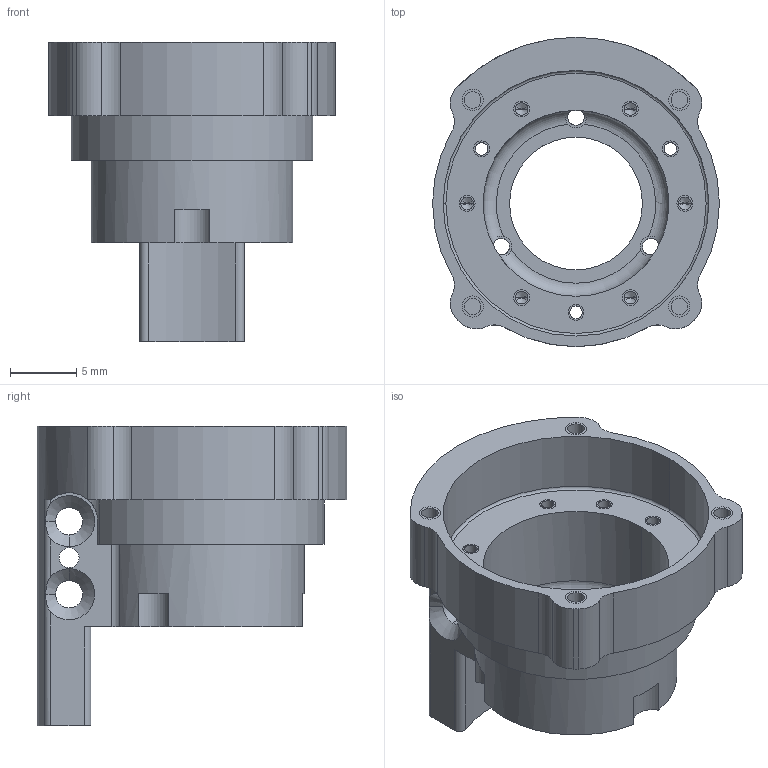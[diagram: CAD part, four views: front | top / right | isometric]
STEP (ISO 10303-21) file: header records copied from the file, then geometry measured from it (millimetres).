
FILE_DESCRIPTION((''),'2;1');
FILE_NAME('ICUB3_020_P_100','2021-09-07T17:14:35',('silo-mech'),(''),'CREO PARAMETRIC BY PTC INC, 2020454','CREO PARAMETRIC BY PTC INC, 2020454','');
FILE_SCHEMA(('CONFIG_CONTROL_DESIGN'));
Length unit declared in the file: millimetre
Products named in the file (1): ICUB3_020_P_100
Bounding box: 21.6 x 23.3 x 22.55 mm (x, y, z)
Volume: 1752.4 mm3; surface area: 3183.1 mm2
Topology: 1 solids, 18 shells, 188 faces, 515 edges, 334 vertices
Faces by surface type: cylinder 120, plane 35, cone 26, torus 7
Entity records: 6228 total; most frequent: CARTESIAN_POINT 1230, DIRECTION 1158, ORIENTED_EDGE 938, EDGE_CURVE 503, AXIS2_PLACEMENT_3D 490, VERTEX_POINT 334, CIRCLE 301, EDGE_LOOP 225
